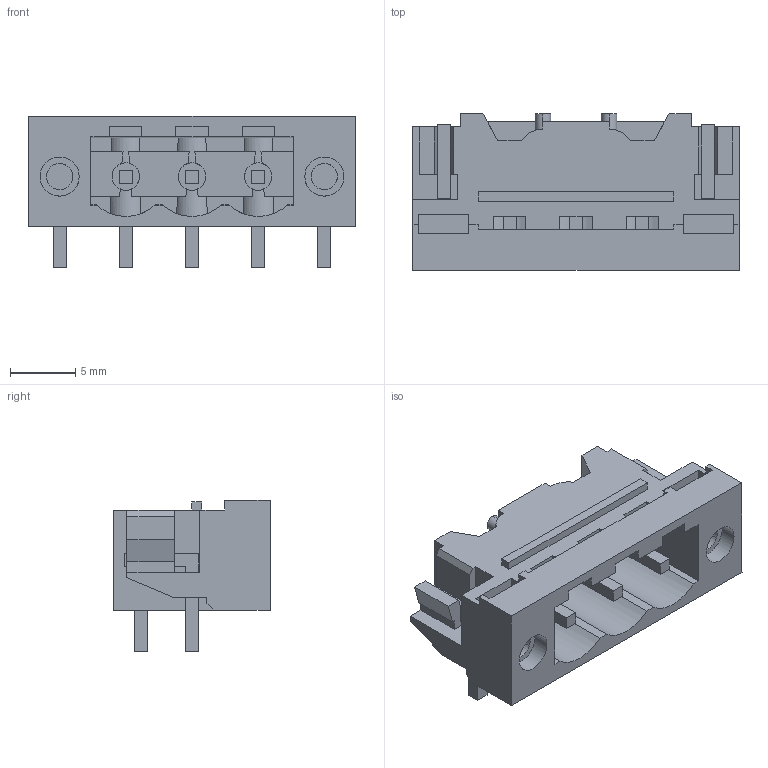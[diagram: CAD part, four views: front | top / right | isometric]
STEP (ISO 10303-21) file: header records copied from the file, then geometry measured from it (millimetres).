
FILE_DESCRIPTION(('CATIA V5 STEP Exchange','CAx-IF Rec.Pracs.--- Model Styling and Organization---1.4--- 2014-01-23'),'2;1');
FILE_NAME ('D1447636_0_1044060000_1044060000.stp','2019-01-09T12:19:40+00:00',('none'),('Weidmueller'),'CATIA Version 5-6 Release 2016 SP3 HF44','CATIA V5 STEP AP214','none');
FILE_SCHEMA(('AUTOMOTIVE_DESIGN { 1 0 10303 214 1 1 1 1 }'));
Length unit declared in the file: millimetre
Products named in the file (1): 1044060000
Bounding box: 25.04 x 12 x 11.63 mm (x, y, z)
Volume: 1101.4 mm3; surface area: 2246 mm2
Topology: 6 solids, 6 shells, 276 faces, 829 edges, 563 vertices
Faces by surface type: plane 241, cylinder 33, extrusion 2
Entity records: 9452 total; most frequent: CARTESIAN_POINT 1977, ORIENTED_EDGE 1658, DIRECTION 1222, EDGE_CURVE 829, VECTOR 703, LINE 701, VERTEX_POINT 563, EDGE_LOOP 294
